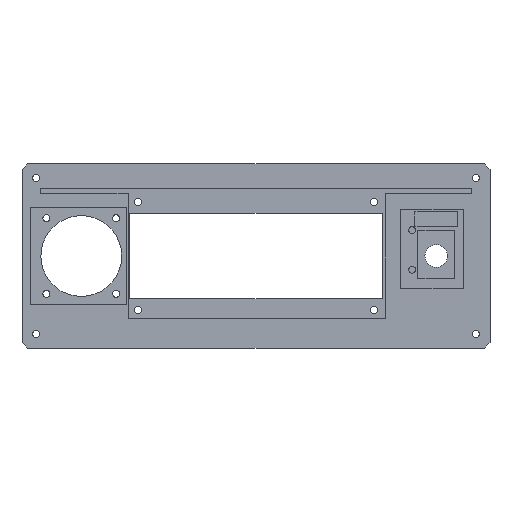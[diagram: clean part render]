
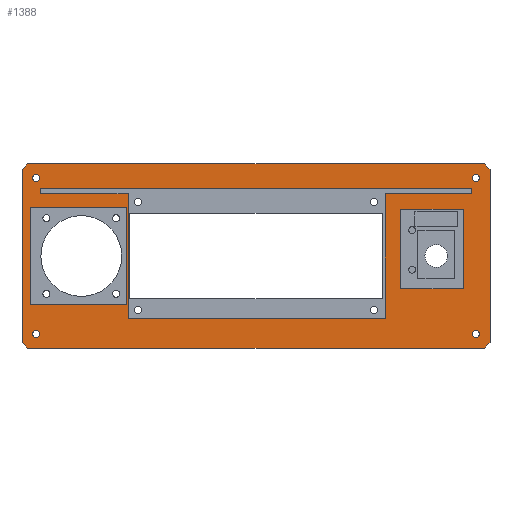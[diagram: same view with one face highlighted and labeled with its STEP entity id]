
A CAD part, top view. The second image highlights one B-rep face of the part: STEP entity #1388.
In plain terms, the highlighted planar face has unit normal (0, 0, 1).
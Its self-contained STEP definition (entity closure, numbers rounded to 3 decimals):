
#58=FACE_BOUND('',#241,.T.);
#59=FACE_BOUND('',#242,.T.);
#60=FACE_BOUND('',#243,.T.);
#61=FACE_BOUND('',#244,.T.);
#62=FACE_BOUND('',#245,.T.);
#63=FACE_BOUND('',#246,.T.);
#64=FACE_BOUND('',#247,.T.);
#94=CIRCLE('',#1507,1.25);
#95=CIRCLE('',#1508,1.25);
#96=CIRCLE('',#1509,1.25);
#97=CIRCLE('',#1510,1.25);
#144=FACE_OUTER_BOUND('',#240,.T.);
#240=EDGE_LOOP('',(#1025,#1026,#1027,#1028,#1029,#1030,#1031,#1032));
#241=EDGE_LOOP('',(#1033,#1034,#1035,#1036));
#242=EDGE_LOOP('',(#1037));
#243=EDGE_LOOP('',(#1038));
#244=EDGE_LOOP('',(#1039));
#245=EDGE_LOOP('',(#1040));
#246=EDGE_LOOP('',(#1041,#1042,#1043,#1044));
#247=EDGE_LOOP('',(#1045,#1046,#1047,#1048,#1049,#1050,#1051,#1052));
#326=LINE('',#2008,#474);
#332=LINE('',#2021,#480);
#338=LINE('',#2034,#486);
#346=LINE('',#2050,#494);
#355=LINE('',#2063,#503);
#356=LINE('',#2065,#504);
#362=LINE('',#2108,#510);
#368=LINE('',#2120,#516);
#369=LINE('',#2123,#517);
#372=LINE('',#2129,#520);
#375=LINE('',#2134,#523);
#377=LINE('',#2137,#525);
#378=LINE('',#2138,#526);
#379=LINE('',#2141,#527);
#380=LINE('',#2143,#528);
#381=LINE('',#2145,#529);
#382=LINE('',#2146,#530);
#383=LINE('',#2157,#531);
#384=LINE('',#2159,#532);
#385=LINE('',#2161,#533);
#386=LINE('',#2162,#534);
#387=LINE('',#2164,#535);
#388=LINE('',#2166,#536);
#389=LINE('',#2167,#537);
#474=VECTOR('',#1606,10.);
#480=VECTOR('',#1616,10.);
#486=VECTOR('',#1626,10.);
#494=VECTOR('',#1640,10.);
#503=VECTOR('',#1657,10.);
#504=VECTOR('',#1660,10.);
#510=VECTOR('',#1698,10.);
#516=VECTOR('',#1706,10.);
#517=VECTOR('',#1709,10.);
#520=VECTOR('',#1714,10.);
#523=VECTOR('',#1719,10.);
#525=VECTOR('',#1723,10.);
#526=VECTOR('',#1724,10.);
#527=VECTOR('',#1725,10.);
#528=VECTOR('',#1726,10.);
#529=VECTOR('',#1727,10.);
#530=VECTOR('',#1728,10.);
#531=VECTOR('',#1737,10.);
#532=VECTOR('',#1738,10.);
#533=VECTOR('',#1739,10.);
#534=VECTOR('',#1740,10.);
#535=VECTOR('',#1741,10.);
#536=VECTOR('',#1742,10.);
#537=VECTOR('',#1743,10.);
#622=VERTEX_POINT('',#2006);
#623=VERTEX_POINT('',#2007);
#627=VERTEX_POINT('',#2019);
#628=VERTEX_POINT('',#2020);
#632=VERTEX_POINT('',#2032);
#633=VERTEX_POINT('',#2033);
#637=VERTEX_POINT('',#2048);
#638=VERTEX_POINT('',#2049);
#657=VERTEX_POINT('',#2104);
#659=VERTEX_POINT('',#2107);
#661=VERTEX_POINT('',#2113);
#664=VERTEX_POINT('',#2118);
#665=VERTEX_POINT('',#2122);
#667=VERTEX_POINT('',#2128);
#669=VERTEX_POINT('',#2139);
#670=VERTEX_POINT('',#2140);
#671=VERTEX_POINT('',#2142);
#672=VERTEX_POINT('',#2144);
#673=VERTEX_POINT('',#2147);
#674=VERTEX_POINT('',#2149);
#675=VERTEX_POINT('',#2151);
#676=VERTEX_POINT('',#2153);
#677=VERTEX_POINT('',#2155);
#678=VERTEX_POINT('',#2156);
#679=VERTEX_POINT('',#2158);
#680=VERTEX_POINT('',#2160);
#681=VERTEX_POINT('',#2163);
#682=VERTEX_POINT('',#2165);
#742=EDGE_CURVE('',#622,#623,#326,.T.);
#748=EDGE_CURVE('',#627,#628,#332,.T.);
#754=EDGE_CURVE('',#632,#633,#338,.T.);
#762=EDGE_CURVE('',#637,#638,#346,.T.);
#771=EDGE_CURVE('',#622,#633,#355,.T.);
#772=EDGE_CURVE('',#632,#638,#356,.T.);
#792=EDGE_CURVE('',#659,#657,#362,.T.);
#798=EDGE_CURVE('',#661,#664,#368,.T.);
#799=EDGE_CURVE('',#664,#665,#369,.T.);
#802=EDGE_CURVE('',#667,#659,#372,.T.);
#805=EDGE_CURVE('',#665,#667,#375,.T.);
#807=EDGE_CURVE('',#637,#628,#377,.T.);
#808=EDGE_CURVE('',#627,#623,#378,.T.);
#809=EDGE_CURVE('',#669,#670,#379,.T.);
#810=EDGE_CURVE('',#670,#671,#380,.T.);
#811=EDGE_CURVE('',#671,#672,#381,.T.);
#812=EDGE_CURVE('',#672,#669,#382,.T.);
#813=EDGE_CURVE('',#673,#673,#94,.T.);
#814=EDGE_CURVE('',#674,#674,#95,.T.);
#815=EDGE_CURVE('',#675,#675,#96,.T.);
#816=EDGE_CURVE('',#676,#676,#97,.T.);
#817=EDGE_CURVE('',#677,#678,#383,.T.);
#818=EDGE_CURVE('',#678,#679,#384,.T.);
#819=EDGE_CURVE('',#679,#680,#385,.T.);
#820=EDGE_CURVE('',#680,#677,#386,.T.);
#821=EDGE_CURVE('',#657,#681,#387,.T.);
#822=EDGE_CURVE('',#681,#682,#388,.T.);
#823=EDGE_CURVE('',#682,#661,#389,.T.);
#1025=ORIENTED_EDGE('',*,*,#742,.F.);
#1026=ORIENTED_EDGE('',*,*,#771,.T.);
#1027=ORIENTED_EDGE('',*,*,#754,.F.);
#1028=ORIENTED_EDGE('',*,*,#772,.T.);
#1029=ORIENTED_EDGE('',*,*,#762,.F.);
#1030=ORIENTED_EDGE('',*,*,#807,.T.);
#1031=ORIENTED_EDGE('',*,*,#748,.F.);
#1032=ORIENTED_EDGE('',*,*,#808,.T.);
#1033=ORIENTED_EDGE('',*,*,#809,.T.);
#1034=ORIENTED_EDGE('',*,*,#810,.T.);
#1035=ORIENTED_EDGE('',*,*,#811,.T.);
#1036=ORIENTED_EDGE('',*,*,#812,.T.);
#1037=ORIENTED_EDGE('',*,*,#813,.T.);
#1038=ORIENTED_EDGE('',*,*,#814,.T.);
#1039=ORIENTED_EDGE('',*,*,#815,.T.);
#1040=ORIENTED_EDGE('',*,*,#816,.T.);
#1041=ORIENTED_EDGE('',*,*,#817,.T.);
#1042=ORIENTED_EDGE('',*,*,#818,.T.);
#1043=ORIENTED_EDGE('',*,*,#819,.T.);
#1044=ORIENTED_EDGE('',*,*,#820,.T.);
#1045=ORIENTED_EDGE('',*,*,#798,.T.);
#1046=ORIENTED_EDGE('',*,*,#799,.T.);
#1047=ORIENTED_EDGE('',*,*,#805,.T.);
#1048=ORIENTED_EDGE('',*,*,#802,.T.);
#1049=ORIENTED_EDGE('',*,*,#792,.T.);
#1050=ORIENTED_EDGE('',*,*,#821,.T.);
#1051=ORIENTED_EDGE('',*,*,#822,.T.);
#1052=ORIENTED_EDGE('',*,*,#823,.T.);
#1335=PLANE('',#1506);
#1388=ADVANCED_FACE('',(#144,#58,#59,#60,#61,#62,#63,#64),#1335,.T.);
#1506=AXIS2_PLACEMENT_3D('',#2136,#1721,#1722);
#1507=AXIS2_PLACEMENT_3D('',#2148,#1729,#1730);
#1508=AXIS2_PLACEMENT_3D('',#2150,#1731,#1732);
#1509=AXIS2_PLACEMENT_3D('',#2152,#1733,#1734);
#1510=AXIS2_PLACEMENT_3D('',#2154,#1735,#1736);
#1606=DIRECTION('',(0.707,0.707,0.));
#1616=DIRECTION('',(0.707,-0.707,0.));
#1626=DIRECTION('',(-0.707,0.707,0.));
#1640=DIRECTION('',(-0.707,-0.707,0.));
#1657=DIRECTION('',(0.,-1.,0.));
#1660=DIRECTION('',(1.,0.,0.));
#1698=DIRECTION('',(-1.,0.,0.));
#1706=DIRECTION('',(-1.,0.,0.));
#1709=DIRECTION('',(0.,1.,0.));
#1714=DIRECTION('',(0.,-1.,0.));
#1719=DIRECTION('',(1.,0.,0.));
#1721=DIRECTION('center_axis',(0.,0.,1.));
#1722=DIRECTION('ref_axis',(1.,0.,0.));
#1723=DIRECTION('',(0.,1.,0.));
#1724=DIRECTION('',(-1.,0.,0.));
#1725=DIRECTION('',(0.,1.,0.));
#1726=DIRECTION('',(1.,0.,0.));
#1727=DIRECTION('',(0.,-1.,0.));
#1728=DIRECTION('',(-1.,0.,0.));
#1729=DIRECTION('center_axis',(0.,0.,-1.));
#1730=DIRECTION('ref_axis',(1.,0.,0.));
#1731=DIRECTION('center_axis',(0.,0.,-1.));
#1732=DIRECTION('ref_axis',(1.,0.,0.));
#1733=DIRECTION('center_axis',(0.,0.,-1.));
#1734=DIRECTION('ref_axis',(1.,0.,0.));
#1735=DIRECTION('center_axis',(0.,0.,-1.));
#1736=DIRECTION('ref_axis',(1.,0.,0.));
#1737=DIRECTION('',(0.,-1.,0.));
#1738=DIRECTION('',(-1.,0.,0.));
#1739=DIRECTION('',(0.,1.,0.));
#1740=DIRECTION('',(1.,0.,0.));
#1741=DIRECTION('',(0.,-1.,0.));
#1742=DIRECTION('',(-1.,0.,0.));
#1743=DIRECTION('',(0.,1.,0.));
#2006=CARTESIAN_POINT('',(-82.5,30.5,0.));
#2007=CARTESIAN_POINT('',(-80.5,32.5,0.));
#2008=CARTESIAN_POINT('',(-69.,44.,0.));
#2019=CARTESIAN_POINT('',(80.5,32.5,0.));
#2020=CARTESIAN_POINT('',(82.5,30.5,0.));
#2021=CARTESIAN_POINT('',(69.,44.,0.));
#2032=CARTESIAN_POINT('',(-80.5,-32.5,0.));
#2033=CARTESIAN_POINT('',(-82.5,-30.5,0.));
#2034=CARTESIAN_POINT('',(-69.,-44.,0.));
#2048=CARTESIAN_POINT('',(82.5,-30.5,0.));
#2049=CARTESIAN_POINT('',(80.5,-32.5,0.));
#2050=CARTESIAN_POINT('',(69.,-44.,0.));
#2063=CARTESIAN_POINT('',(-82.5,32.5,0.));
#2065=CARTESIAN_POINT('',(-82.5,-32.5,0.));
#2104=CARTESIAN_POINT('',(45.6,22.,0.));
#2107=CARTESIAN_POINT('',(76.,22.,0.));
#2108=CARTESIAN_POINT('',(38.,22.,0.));
#2113=CARTESIAN_POINT('',(-45.1,22.,0.));
#2118=CARTESIAN_POINT('',(-76.,22.,0.));
#2120=CARTESIAN_POINT('',(38.,22.,0.));
#2122=CARTESIAN_POINT('',(-76.,23.9,0.));
#2123=CARTESIAN_POINT('',(-76.,11.,0.));
#2128=CARTESIAN_POINT('',(76.,23.9,0.));
#2129=CARTESIAN_POINT('',(76.,11.95,0.));
#2134=CARTESIAN_POINT('',(-38.,23.9,0.));
#2136=CARTESIAN_POINT('Origin',(0.,0.,0.));
#2137=CARTESIAN_POINT('',(82.5,-32.5,0.));
#2138=CARTESIAN_POINT('',(82.5,32.5,0.));
#2139=CARTESIAN_POINT('',(51.05,-11.5,0.));
#2140=CARTESIAN_POINT('',(51.05,16.5,0.));
#2141=CARTESIAN_POINT('',(51.05,8.25,0.));
#2142=CARTESIAN_POINT('',(73.05,16.5,0.));
#2143=CARTESIAN_POINT('',(36.525,16.5,0.));
#2144=CARTESIAN_POINT('',(73.05,-11.5,0.));
#2145=CARTESIAN_POINT('',(73.05,-5.75,0.));
#2146=CARTESIAN_POINT('',(25.525,-11.5,0.));
#2147=CARTESIAN_POINT('',(76.25,27.5,0.));
#2148=CARTESIAN_POINT('Origin',(77.5,27.5,0.));
#2149=CARTESIAN_POINT('',(-78.75,27.5,0.));
#2150=CARTESIAN_POINT('Origin',(-77.5,27.5,0.));
#2151=CARTESIAN_POINT('',(76.25,-27.5,0.));
#2152=CARTESIAN_POINT('Origin',(77.5,-27.5,0.));
#2153=CARTESIAN_POINT('',(-78.75,-27.5,0.));
#2154=CARTESIAN_POINT('Origin',(-77.5,-27.5,0.));
#2155=CARTESIAN_POINT('',(-45.6,17.,0.));
#2156=CARTESIAN_POINT('',(-45.6,-17.,0.));
#2157=CARTESIAN_POINT('',(-45.6,8.5,0.));
#2158=CARTESIAN_POINT('',(-79.6,-17.,0.));
#2159=CARTESIAN_POINT('',(-22.8,-17.,0.));
#2160=CARTESIAN_POINT('',(-79.6,17.,0.));
#2161=CARTESIAN_POINT('',(-79.6,-8.5,0.));
#2162=CARTESIAN_POINT('',(-39.8,17.,0.));
#2163=CARTESIAN_POINT('',(45.6,-22.,0.));
#2164=CARTESIAN_POINT('',(45.6,11.,0.));
#2165=CARTESIAN_POINT('',(-45.1,-22.,0.));
#2166=CARTESIAN_POINT('',(22.8,-22.,0.));
#2167=CARTESIAN_POINT('',(-45.1,-11.,0.));
